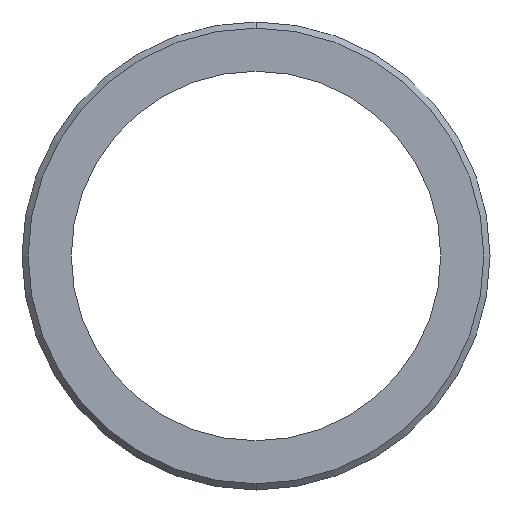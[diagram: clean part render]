
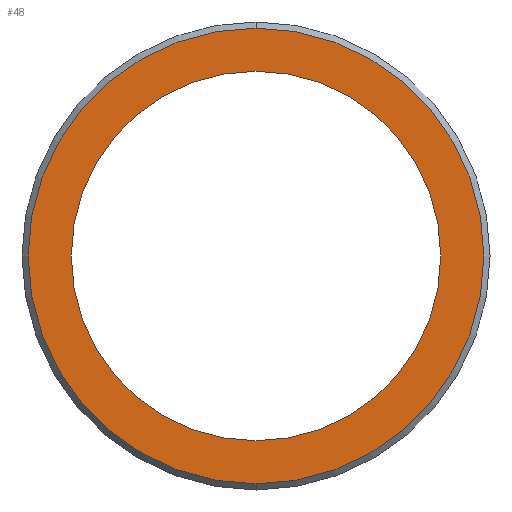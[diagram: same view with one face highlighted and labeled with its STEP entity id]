
A CAD part, front view. The second image highlights one B-rep face of the part: STEP entity #48.
In plain terms, the highlighted planar face has unit normal (0, -1, 0).
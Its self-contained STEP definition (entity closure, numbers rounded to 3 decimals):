
#23 = CIRCLE ( 'NONE', #320, 18.5 ) ;
#27 = DIRECTION ( 'NONE',  ( 0., 0., 1. ) ) ;
#30 = DIRECTION ( 'NONE',  ( 0., -1., 0. ) ) ;
#34 = VERTEX_POINT ( 'NONE', #330 ) ;
#41 = CIRCLE ( 'NONE', #65, 15. ) ;
#48 = ADVANCED_FACE ( 'NONE', ( #302, #67 ), #170, .F. ) ;
#56 = DIRECTION ( 'NONE',  ( 0., 1., 0. ) ) ;
#62 = CIRCLE ( 'NONE', #79, 15. ) ;
#65 = AXIS2_PLACEMENT_3D ( 'NONE', #264, #71, #319 ) ;
#67 = FACE_BOUND ( 'NONE', #329, .T. ) ;
#71 = DIRECTION ( 'NONE',  ( 0., 1., 0. ) ) ;
#79 = AXIS2_PLACEMENT_3D ( 'NONE', #211, #156, #124 ) ;
#95 = CIRCLE ( 'NONE', #149, 18.5 ) ;
#104 = ORIENTED_EDGE ( 'NONE', *, *, #206, .T. ) ;
#111 = DIRECTION ( 'NONE',  ( 0., 0., 1. ) ) ;
#121 = VERTEX_POINT ( 'NONE', #332 ) ;
#124 = DIRECTION ( 'NONE',  ( 0., 0., 1. ) ) ;
#143 = DIRECTION ( 'NONE',  ( 0., -1., 0. ) ) ;
#144 = EDGE_CURVE ( 'NONE', #191, #193, #23, .T. ) ;
#149 = AXIS2_PLACEMENT_3D ( 'NONE', #260, #30, #311 ) ;
#156 = DIRECTION ( 'NONE',  ( 0., 1., 0. ) ) ;
#161 = ORIENTED_EDGE ( 'NONE', *, *, #315, .T. ) ;
#170 = PLANE ( 'NONE',  #270 ) ;
#191 = VERTEX_POINT ( 'NONE', #263 ) ;
#193 = VERTEX_POINT ( 'NONE', #341 ) ;
#206 = EDGE_CURVE ( 'NONE', #193, #191, #95, .T. ) ;
#211 = CARTESIAN_POINT ( 'NONE',  ( 0., 0., 0. ) ) ;
#223 = CARTESIAN_POINT ( 'NONE',  ( 0., 0., 0. ) ) ;
#229 = ORIENTED_EDGE ( 'NONE', *, *, #300, .T. ) ;
#257 = CARTESIAN_POINT ( 'NONE',  ( 0., 0., 0. ) ) ;
#260 = CARTESIAN_POINT ( 'NONE',  ( 0., 0., 0. ) ) ;
#263 = CARTESIAN_POINT ( 'NONE',  ( 0., 0., 18.5 ) ) ;
#264 = CARTESIAN_POINT ( 'NONE',  ( 0., 0., 0. ) ) ;
#270 = AXIS2_PLACEMENT_3D ( 'NONE', #257, #56, #111 ) ;
#300 = EDGE_CURVE ( 'NONE', #121, #34, #62, .T. ) ;
#302 = FACE_OUTER_BOUND ( 'NONE', #360, .T. ) ;
#311 = DIRECTION ( 'NONE',  ( 0., 0., 1. ) ) ;
#315 = EDGE_CURVE ( 'NONE', #34, #121, #41, .T. ) ;
#319 = DIRECTION ( 'NONE',  ( 0., 0., 1. ) ) ;
#320 = AXIS2_PLACEMENT_3D ( 'NONE', #223, #143, #27 ) ;
#329 = EDGE_LOOP ( 'NONE', ( #229, #161 ) ) ;
#330 = CARTESIAN_POINT ( 'NONE',  ( 0., 0., 15. ) ) ;
#332 = CARTESIAN_POINT ( 'NONE',  ( 0., 0., -15. ) ) ;
#341 = CARTESIAN_POINT ( 'NONE',  ( 0., 0., -18.5 ) ) ;
#344 = ORIENTED_EDGE ( 'NONE', *, *, #144, .T. ) ;
#360 = EDGE_LOOP ( 'NONE', ( #344, #104 ) ) ;
